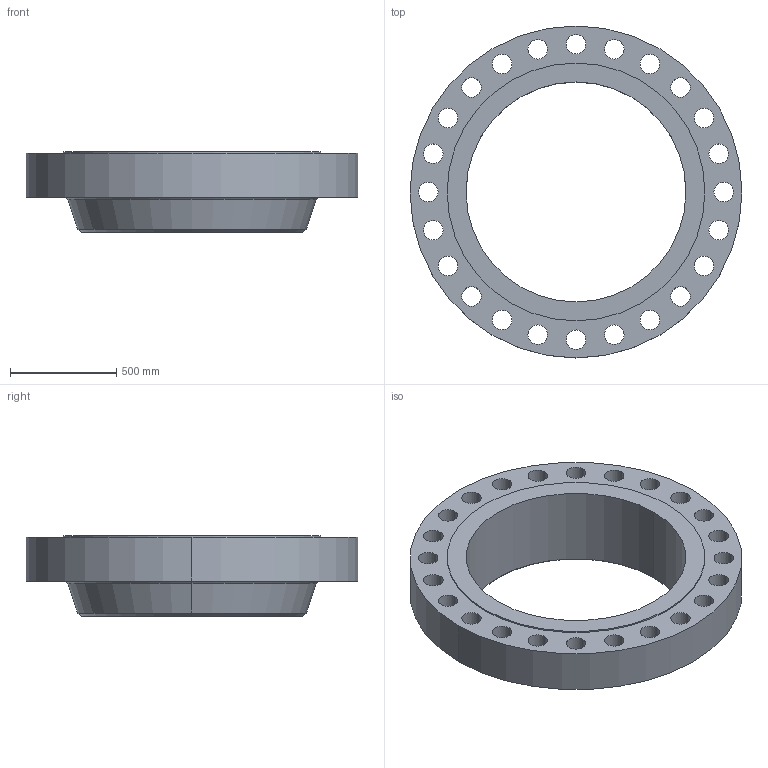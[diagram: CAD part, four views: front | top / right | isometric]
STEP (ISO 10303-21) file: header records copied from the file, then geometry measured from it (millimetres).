
FILE_DESCRIPTION (( 'STEP AP203' ), '1' );
FILE_NAME ('42_900_B1647A_RF_WNF_OB_S30.STEP', '2024-01-18T01:06:33', ( '' ), ( '' ), 'SwSTEP 2.0', 'SolidWorks 2023', '' );
FILE_SCHEMA (( 'CONFIG_CONTROL_DESIGN' ));
Length unit declared in the file: inch
Products named in the file (1): 42_900_B1647A_RF_WNF_OB_S30
Bounding box: 1562.1 x 1562.1 x 377.82 mm (x, y, z)
Volume: 214986916.1 mm3; surface area: 5916066.2 mm2
Topology: 1 solids, 1 shells, 64 faces, 176 edges, 116 vertices
Faces by surface type: cylinder 54, cone 4, plane 4, torus 2
Entity records: 2285 total; most frequent: DIRECTION 424, CARTESIAN_POINT 357, ORIENTED_EDGE 352, AXIS2_PLACEMENT_3D 183, EDGE_CURVE 176, CIRCLE 118, EDGE_LOOP 116, VERTEX_POINT 116
